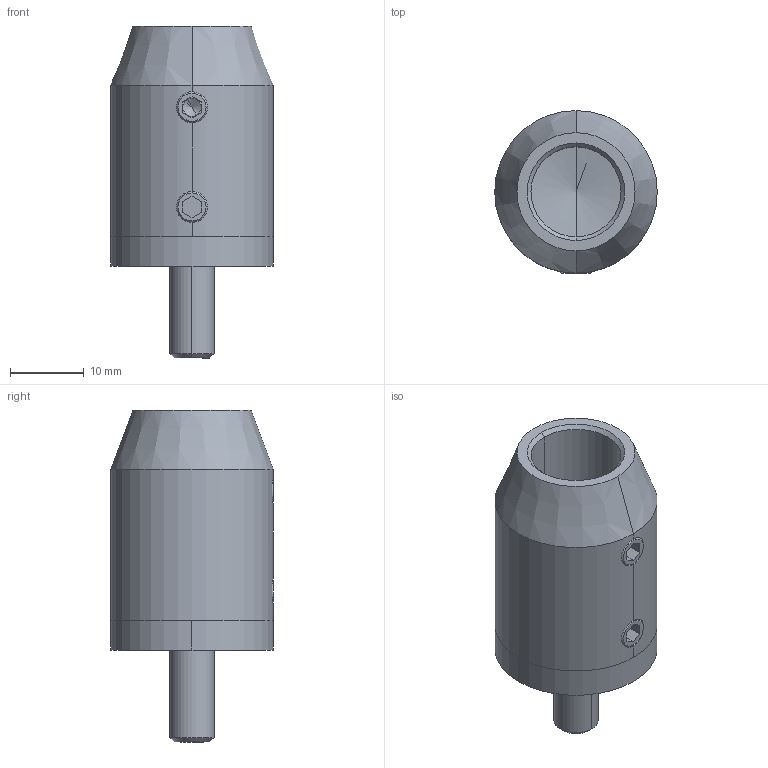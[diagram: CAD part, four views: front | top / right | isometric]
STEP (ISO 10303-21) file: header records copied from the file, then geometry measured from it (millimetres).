
FILE_DESCRIPTION (( 'STEP AP203' ), '1' );
FILE_NAME ('50480-240.step', '2020-10-05T09:09:23', ( '' ), ( '' ), 'SwSTEP 2.0', 'SolidWorks 2018', '' );
FILE_SCHEMA (( 'CONFIG_CONTROL_DESIGN' ));
Length unit declared in the file: millimetre
Products named in the file (12): DIN913_DIN 913 M5x5; 50480-240; 5048X-240 Teil2_50480-240 Teil2; DIN914; 5048X-240 Teil1_5048X-240 Teil1; DIN914_DIN 914 M5x5; 5048X-240 Teil1; DIN-7991 M3-M10; DIN-7991 M3-M10_DIN7991 M6x25; DIN913; 5048X-240 Teil2
Assembly tree (8 placements, depth 2):
  50480-240
    DIN913
    DIN-7991 M3-M10
    DIN914
  5048X-240 Teil1
  50480-240
    5048X-240 Teil1_5048X-240 Teil1
    5048X-240 Teil2_50480-240 Teil2
    DIN913_DIN 913 M5x5
    DIN914_DIN 914 M5x5
    DIN-7991 M3-M10_DIN7991 M6x25
  5048X-240 Teil2
Bounding box: 22 x 22 x 44.95 mm (x, y, z)
Volume: 9432.6 mm3; surface area: 5995.1 mm2
Topology: 5 solids, 5 shells, 334 faces, 841 edges, 542 vertices
Faces by surface type: plane 166, bspline 106, cone 32, cylinder 28, torus 2
Entity records: 20607 total; most frequent: CARTESIAN_POINT 12141, ORIENTED_EDGE 1660, DIRECTION 1180, EDGE_CURVE 830, VERTEX_POINT 536, LINE 524, VECTOR 524, EDGE_LOOP 370
